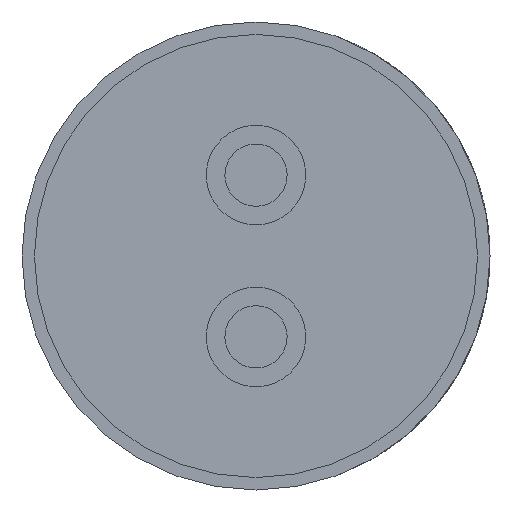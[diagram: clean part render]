
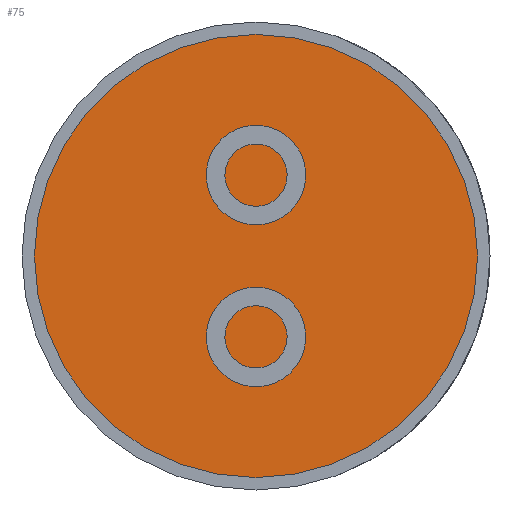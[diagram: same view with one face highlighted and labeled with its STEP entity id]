
A CAD part, front view. The second image highlights one B-rep face of the part: STEP entity #75.
In plain terms, the highlighted planar face has unit normal (0, -1, 0).
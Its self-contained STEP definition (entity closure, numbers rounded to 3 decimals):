
#75 = ADVANCED_FACE ( 'NONE', ( #774 ), #2507, .T. ) ;
#95 = CARTESIAN_POINT ( 'NONE',  ( 0., 3., 0. ) ) ;
#230 = EDGE_CURVE ( 'NONE', #1459, #1146, #1116, .T. ) ;
#393 = DIRECTION ( 'NONE',  ( 0., -1., 0. ) ) ;
#687 = DIRECTION ( 'NONE',  ( 0., 0., -1. ) ) ;
#702 = EDGE_CURVE ( 'NONE', #1146, #1459, #2272, .T. ) ;
#774 = FACE_OUTER_BOUND ( 'NONE', #2009, .T. ) ;
#821 = DIRECTION ( 'NONE',  ( 0., 0., -1. ) ) ;
#1116 = CIRCLE ( 'NONE', #1873, 17.8 ) ;
#1146 = VERTEX_POINT ( 'NONE', #1562 ) ;
#1172 = AXIS2_PLACEMENT_3D ( 'NONE', #2382, #1784, #2161 ) ;
#1402 = CARTESIAN_POINT ( 'NONE',  ( 0., 3., 0. ) ) ;
#1411 = AXIS2_PLACEMENT_3D ( 'NONE', #95, #1495, #687 ) ;
#1422 = ORIENTED_EDGE ( 'NONE', *, *, #702, .T. ) ;
#1459 = VERTEX_POINT ( 'NONE', #2481 ) ;
#1495 = DIRECTION ( 'NONE',  ( 0., -1., 0. ) ) ;
#1562 = CARTESIAN_POINT ( 'NONE',  ( 0., 3., 17.8 ) ) ;
#1784 = DIRECTION ( 'NONE',  ( 0., -1., 0. ) ) ;
#1873 = AXIS2_PLACEMENT_3D ( 'NONE', #1402, #393, #821 ) ;
#2009 = EDGE_LOOP ( 'NONE', ( #2271, #1422 ) ) ;
#2161 = DIRECTION ( 'NONE',  ( 0., 0., -1. ) ) ;
#2271 = ORIENTED_EDGE ( 'NONE', *, *, #230, .T. ) ;
#2272 = CIRCLE ( 'NONE', #1172, 17.8 ) ;
#2382 = CARTESIAN_POINT ( 'NONE',  ( 0., 3., 0. ) ) ;
#2481 = CARTESIAN_POINT ( 'NONE',  ( 0., 3., -17.8 ) ) ;
#2507 = PLANE ( 'NONE',  #1411 ) ;
